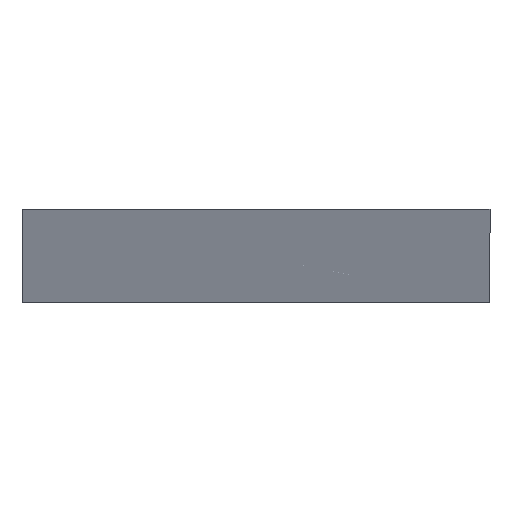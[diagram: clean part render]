
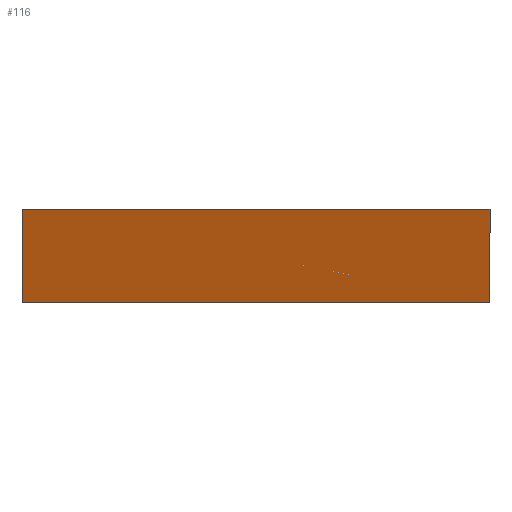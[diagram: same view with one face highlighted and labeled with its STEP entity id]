
A CAD part, left-side view. The second image highlights one B-rep face of the part: STEP entity #116.
In plain terms, the highlighted planar face has unit normal (-0.906, 0.423, 0).
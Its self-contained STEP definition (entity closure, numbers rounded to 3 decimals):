
#1 = LINE ( 'NONE', #51, #12 ) ;
#10 = VERTEX_POINT ( 'NONE', #220 ) ;
#12 = VECTOR ( 'NONE', #94, 1000. ) ;
#13 = DIRECTION ( 'NONE',  ( 0.423, 0.906, 0. ) ) ;
#16 = AXIS2_PLACEMENT_3D ( 'NONE', #192, #38, #79 ) ;
#28 = EDGE_CURVE ( 'NONE', #195, #165, #167, .T. ) ;
#38 = DIRECTION ( 'NONE',  ( 0.906, -0.423, 0. ) ) ;
#51 = CARTESIAN_POINT ( 'NONE',  ( -666.185, 25., -5. ) ) ;
#74 = CARTESIAN_POINT ( 'NONE',  ( -689.5, -25., -5. ) ) ;
#77 = EDGE_CURVE ( 'NONE', #159, #195, #105, .T. ) ;
#79 = DIRECTION ( 'NONE',  ( 0.423, 0.906, 0. ) ) ;
#94 = DIRECTION ( 'NONE',  ( -0.423, -0.906, 0. ) ) ;
#98 = ORIENTED_EDGE ( 'NONE', *, *, #157, .F. ) ;
#105 = LINE ( 'NONE', #185, #173 ) ;
#114 = VECTOR ( 'NONE', #13, 1000. ) ;
#116 = ADVANCED_FACE ( 'NONE', ( #133 ), #226, .F. ) ;
#133 = FACE_OUTER_BOUND ( 'NONE', #236, .T. ) ;
#135 = ORIENTED_EDGE ( 'NONE', *, *, #28, .T. ) ;
#149 = DIRECTION ( 'NONE',  ( 0., 0., 1. ) ) ;
#151 = VECTOR ( 'NONE', #149, 1000. ) ;
#152 = CARTESIAN_POINT ( 'NONE',  ( -689.5, -25., 5. ) ) ;
#157 = EDGE_CURVE ( 'NONE', #10, #165, #227, .T. ) ;
#159 = VERTEX_POINT ( 'NONE', #74 ) ;
#163 = ORIENTED_EDGE ( 'NONE', *, *, #77, .T. ) ;
#165 = VERTEX_POINT ( 'NONE', #224 ) ;
#167 = LINE ( 'NONE', #234, #114 ) ;
#170 = CARTESIAN_POINT ( 'NONE',  ( -666.185, 25., -5.001 ) ) ;
#173 = VECTOR ( 'NONE', #237, 1000. ) ;
#184 = EDGE_CURVE ( 'NONE', #10, #159, #1, .T. ) ;
#185 = CARTESIAN_POINT ( 'NONE',  ( -689.5, -25., 5. ) ) ;
#192 = CARTESIAN_POINT ( 'NONE',  ( -666.185, 25., -5.001 ) ) ;
#195 = VERTEX_POINT ( 'NONE', #152 ) ;
#203 = ORIENTED_EDGE ( 'NONE', *, *, #184, .T. ) ;
#220 = CARTESIAN_POINT ( 'NONE',  ( -666.185, 25., -5. ) ) ;
#224 = CARTESIAN_POINT ( 'NONE',  ( -666.185, 25., 5. ) ) ;
#226 = PLANE ( 'NONE',  #16 ) ;
#227 = LINE ( 'NONE', #170, #151 ) ;
#234 = CARTESIAN_POINT ( 'NONE',  ( -666.185, 25., 5. ) ) ;
#236 = EDGE_LOOP ( 'NONE', ( #203, #163, #135, #98 ) ) ;
#237 = DIRECTION ( 'NONE',  ( 0., 0., 1. ) ) ;
